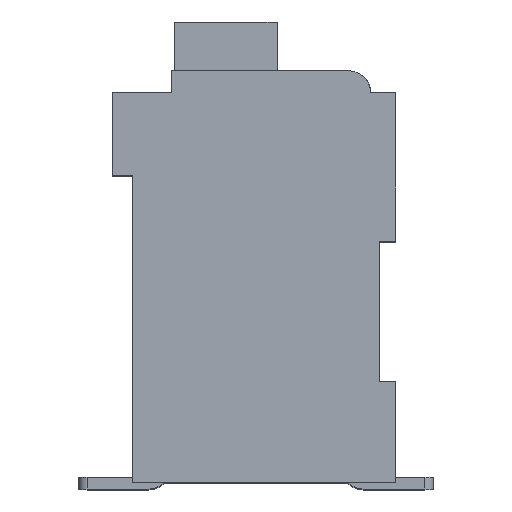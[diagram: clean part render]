
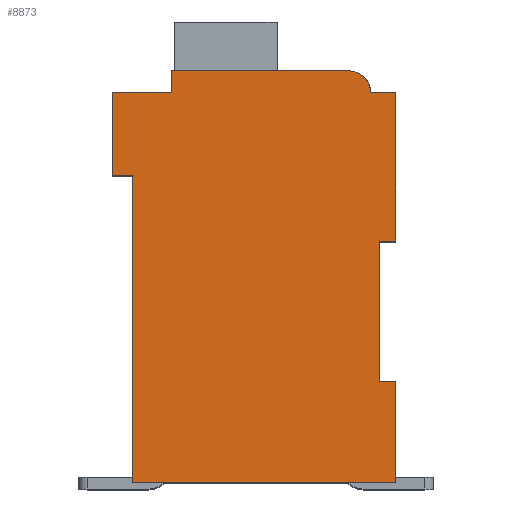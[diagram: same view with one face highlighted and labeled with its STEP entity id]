
A CAD part, top view. The second image highlights one B-rep face of the part: STEP entity #8873.
In plain terms, the highlighted planar face has unit normal (0, 0, 1).
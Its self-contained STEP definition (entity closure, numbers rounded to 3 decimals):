
#2394=DIRECTION('',(1.,0.,0.));
#2395=VECTOR('',#2394,0.5);
#2396=CARTESIAN_POINT('',(7.3,7.15,2.1));
#2397=LINE('',#2396,#2395);
#2398=DIRECTION('',(0.,1.,0.));
#2399=VECTOR('',#2398,4.15);
#2400=CARTESIAN_POINT('',(7.3,3.,2.1));
#2401=LINE('',#2400,#2399);
#2402=DIRECTION('',(-1.,0.,0.));
#2403=VECTOR('',#2402,0.5);
#2404=CARTESIAN_POINT('',(7.8,3.,2.1));
#2405=LINE('',#2404,#2403);
#2406=DIRECTION('',(0.,1.,0.));
#2407=VECTOR('',#2406,3.);
#2408=CARTESIAN_POINT('',(7.8,0.,2.1));
#2409=LINE('',#2408,#2407);
#2410=DIRECTION('',(1.,0.,0.));
#2411=VECTOR('',#2410,7.8);
#2412=CARTESIAN_POINT('',(0.,0.,2.1));
#2413=LINE('',#2412,#2411);
#2414=DIRECTION('',(0.,-1.,0.));
#2415=VECTOR('',#2414,9.1);
#2416=CARTESIAN_POINT('',(0.,9.1,2.1));
#2417=LINE('',#2416,#2415);
#2418=DIRECTION('',(1.,0.,0.));
#2419=VECTOR('',#2418,0.6);
#2420=CARTESIAN_POINT('',(-0.6,9.1,2.1));
#2421=LINE('',#2420,#2419);
#2422=DIRECTION('',(0.,-1.,0.));
#2423=VECTOR('',#2422,2.45);
#2424=CARTESIAN_POINT('',(-0.6,11.55,2.1));
#2425=LINE('',#2424,#2423);
#2426=DIRECTION('',(-1.,0.,0.));
#2427=VECTOR('',#2426,1.75);
#2428=CARTESIAN_POINT('',(1.15,11.55,2.1));
#2429=LINE('',#2428,#2427);
#2430=DIRECTION('',(0.,-1.,0.));
#2431=VECTOR('',#2430,0.65);
#2432=CARTESIAN_POINT('',(1.15,12.2,2.1));
#2433=LINE('',#2432,#2431);
#2434=DIRECTION('',(-1.,0.,0.));
#2435=VECTOR('',#2434,5.25);
#2436=CARTESIAN_POINT('',(6.4,12.2,2.1));
#2437=LINE('',#2436,#2435);
#2438=CARTESIAN_POINT('',(6.4,11.55,2.1));
#2439=DIRECTION('',(0.,0.,1.));
#2440=DIRECTION('',(1.,0.,0.));
#2441=AXIS2_PLACEMENT_3D('',#2438,#2439,#2440);
#2443=DIRECTION('',(-1.,0.,0.));
#2444=VECTOR('',#2443,0.75);
#2445=CARTESIAN_POINT('',(7.8,11.55,2.1));
#2446=LINE('',#2445,#2444);
#2447=DIRECTION('',(0.,1.,0.));
#2448=VECTOR('',#2447,4.4);
#2449=CARTESIAN_POINT('',(7.8,7.15,2.1));
#2450=LINE('',#2449,#2448);
#4633=CARTESIAN_POINT('',(7.3,7.15,2.1));
#4634=CARTESIAN_POINT('',(7.8,7.15,2.1));
#4635=VERTEX_POINT('',#4633);
#4636=VERTEX_POINT('',#4634);
#4637=CARTESIAN_POINT('',(7.8,11.55,2.1));
#4638=VERTEX_POINT('',#4637);
#4639=CARTESIAN_POINT('',(7.05,11.55,2.1));
#4640=VERTEX_POINT('',#4639);
#4641=CARTESIAN_POINT('',(6.4,12.2,2.1));
#4642=VERTEX_POINT('',#4641);
#4643=CARTESIAN_POINT('',(1.15,12.2,2.1));
#4644=VERTEX_POINT('',#4643);
#4645=CARTESIAN_POINT('',(1.15,11.55,2.1));
#4646=VERTEX_POINT('',#4645);
#4647=CARTESIAN_POINT('',(-0.6,11.55,2.1));
#4648=VERTEX_POINT('',#4647);
#4649=CARTESIAN_POINT('',(-0.6,9.1,2.1));
#4650=VERTEX_POINT('',#4649);
#4651=CARTESIAN_POINT('',(0.,9.1,2.1));
#4652=VERTEX_POINT('',#4651);
#4653=CARTESIAN_POINT('',(0.,0.,2.1));
#4654=VERTEX_POINT('',#4653);
#4655=CARTESIAN_POINT('',(7.8,0.,2.1));
#4656=VERTEX_POINT('',#4655);
#4657=CARTESIAN_POINT('',(7.8,3.,2.1));
#4658=VERTEX_POINT('',#4657);
#4659=CARTESIAN_POINT('',(7.3,3.,2.1));
#4660=VERTEX_POINT('',#4659);
#8852=CARTESIAN_POINT('',(0.,0.,2.1));
#8853=DIRECTION('',(0.,0.,1.));
#8854=DIRECTION('',(1.,0.,0.));
#8855=AXIS2_PLACEMENT_3D('',#8852,#8853,#8854);
#8856=PLANE('',#8855);
#8857=ORIENTED_EDGE('',*,*,#6086,.F.);
#8858=ORIENTED_EDGE('',*,*,#6382,.F.);
#8859=ORIENTED_EDGE('',*,*,#6580,.F.);
#8860=ORIENTED_EDGE('',*,*,#6695,.F.);
#8861=ORIENTED_EDGE('',*,*,#6838,.F.);
#8862=ORIENTED_EDGE('',*,*,#7039,.F.);
#8863=ORIENTED_EDGE('',*,*,#7524,.F.);
#8864=ORIENTED_EDGE('',*,*,#7623,.F.);
#8865=ORIENTED_EDGE('',*,*,#7769,.F.);
#8866=ORIENTED_EDGE('',*,*,#8072,.F.);
#8867=ORIENTED_EDGE('',*,*,#8300,.F.);
#8868=ORIENTED_EDGE('',*,*,#7820,.F.);
#8869=ORIENTED_EDGE('',*,*,#7973,.F.);
#8870=ORIENTED_EDGE('',*,*,#6277,.F.);
#8871=EDGE_LOOP('',(#8857,#8858,#8859,#8860,#8861,#8862,#8863,#8864,#8865,#8866,
#8867,#8868,#8869,#8870));
#8872=FACE_OUTER_BOUND('',#8871,.F.);
#2442=CIRCLE('',#2441,0.65);
#6086=EDGE_CURVE('',#4635,#4636,#2397,.T.);
#6277=EDGE_CURVE('',#4636,#4638,#2450,.T.);
#6382=EDGE_CURVE('',#4660,#4635,#2401,.T.);
#6580=EDGE_CURVE('',#4658,#4660,#2405,.T.);
#6695=EDGE_CURVE('',#4656,#4658,#2409,.T.);
#6838=EDGE_CURVE('',#4654,#4656,#2413,.T.);
#7039=EDGE_CURVE('',#4652,#4654,#2417,.T.);
#7524=EDGE_CURVE('',#4650,#4652,#2421,.T.);
#7623=EDGE_CURVE('',#4648,#4650,#2425,.T.);
#7769=EDGE_CURVE('',#4646,#4648,#2429,.T.);
#7820=EDGE_CURVE('',#4640,#4642,#2442,.T.);
#7973=EDGE_CURVE('',#4638,#4640,#2446,.T.);
#8072=EDGE_CURVE('',#4644,#4646,#2433,.T.);
#8300=EDGE_CURVE('',#4642,#4644,#2437,.T.);
#8873=ADVANCED_FACE('',(#8872),#8856,.T.);
